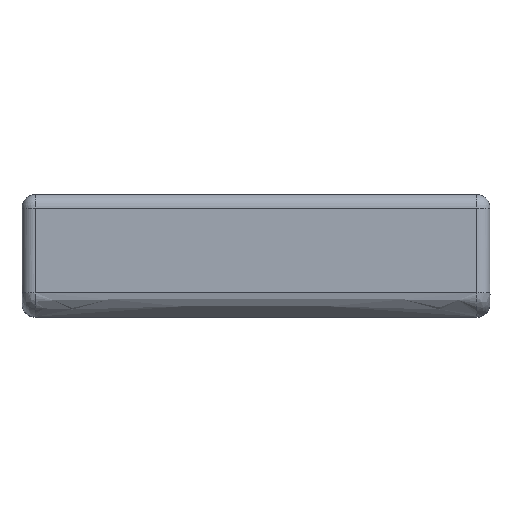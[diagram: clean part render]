
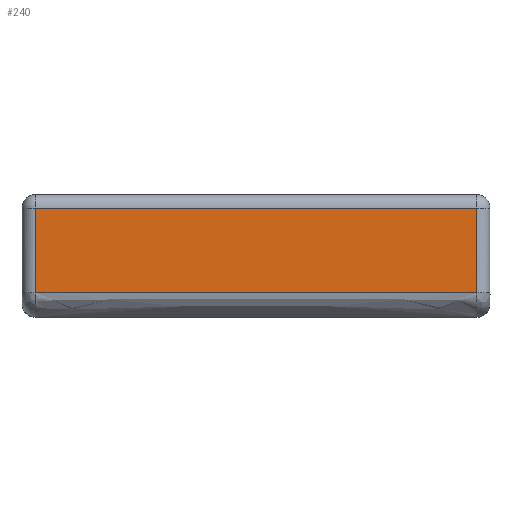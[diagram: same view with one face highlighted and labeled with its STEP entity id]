
A CAD part, top view. The second image highlights one B-rep face of the part: STEP entity #240.
In plain terms, the highlighted planar face has unit normal (0, 0, 1).
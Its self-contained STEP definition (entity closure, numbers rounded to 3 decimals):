
#5 = CARTESIAN_POINT ( 'NONE',  ( 5.5, -79.798, 32.2 ) ) ;
#57 = ORIENTED_EDGE ( 'NONE', *, *, #829, .T. ) ;
#84 = CARTESIAN_POINT ( 'NONE',  ( -16.5, -79.798, 32.2 ) ) ;
#137 = AXIS2_PLACEMENT_3D ( 'NONE', #303, #282, #310 ) ;
#203 = EDGE_CURVE ( 'NONE', #828, #705, #337, .T. ) ;
#240 = ADVANCED_FACE ( 'NONE', ( #820 ), #741, .F. ) ;
#282 = DIRECTION ( 'NONE',  ( 0., 0., -1. ) ) ;
#284 = LINE ( 'NONE', #460, #332 ) ;
#292 = LINE ( 'NONE', #932, #340 ) ;
#294 = CARTESIAN_POINT ( 'NONE',  ( 16.5, -73.472, 32.2 ) ) ;
#303 = CARTESIAN_POINT ( 'NONE',  ( 17.5, -73.472, 32.2 ) ) ;
#310 = DIRECTION ( 'NONE',  ( -1., 0., 0. ) ) ;
#332 = VECTOR ( 'NONE', #700, 1000. ) ;
#337 = B_SPLINE_CURVE_WITH_KNOTS ( 'NONE', 3,
 ( #84, #818, #5, #526 ),
 .UNSPECIFIED., .F., .F.,
 ( 4, 4 ),
 ( 0.029, 0.971 ),
 .UNSPECIFIED. ) ;
#340 = VECTOR ( 'NONE', #558, 1000. ) ;
#360 = EDGE_CURVE ( 'NONE', #865, #828, #284, .T. ) ;
#367 = ORIENTED_EDGE ( 'NONE', *, *, #964, .T. ) ;
#460 = CARTESIAN_POINT ( 'NONE',  ( -16.5, -73.472, 32.2 ) ) ;
#526 = CARTESIAN_POINT ( 'NONE',  ( 16.5, -79.798, 32.2 ) ) ;
#558 = DIRECTION ( 'NONE',  ( 0., 1., 0. ) ) ;
#585 = CARTESIAN_POINT ( 'NONE',  ( 16.5, -79.798, 32.2 ) ) ;
#594 = EDGE_LOOP ( 'NONE', ( #603, #367, #57, #645 ) ) ;
#603 = ORIENTED_EDGE ( 'NONE', *, *, #203, .T. ) ;
#645 = ORIENTED_EDGE ( 'NONE', *, *, #360, .T. ) ;
#673 = CARTESIAN_POINT ( 'NONE',  ( -16.5, -79.798, 32.2 ) ) ;
#700 = DIRECTION ( 'NONE',  ( 0., -1., 0. ) ) ;
#705 = VERTEX_POINT ( 'NONE', #585 ) ;
#735 = VECTOR ( 'NONE', #897, 1000. ) ;
#741 = PLANE ( 'NONE',  #137 ) ;
#818 = CARTESIAN_POINT ( 'NONE',  ( -5.5, -79.798, 32.2 ) ) ;
#820 = FACE_OUTER_BOUND ( 'NONE', #594, .T. ) ;
#822 = CARTESIAN_POINT ( 'NONE',  ( 17.5, -73.472, 32.2 ) ) ;
#828 = VERTEX_POINT ( 'NONE', #673 ) ;
#829 = EDGE_CURVE ( 'NONE', #855, #865, #901, .T. ) ;
#855 = VERTEX_POINT ( 'NONE', #294 ) ;
#865 = VERTEX_POINT ( 'NONE', #908 ) ;
#897 = DIRECTION ( 'NONE',  ( -1., 0., 0. ) ) ;
#901 = LINE ( 'NONE', #822, #735 ) ;
#908 = CARTESIAN_POINT ( 'NONE',  ( -16.5, -73.472, 32.2 ) ) ;
#932 = CARTESIAN_POINT ( 'NONE',  ( 16.5, -73.472, 32.2 ) ) ;
#964 = EDGE_CURVE ( 'NONE', #705, #855, #292, .T. ) ;
